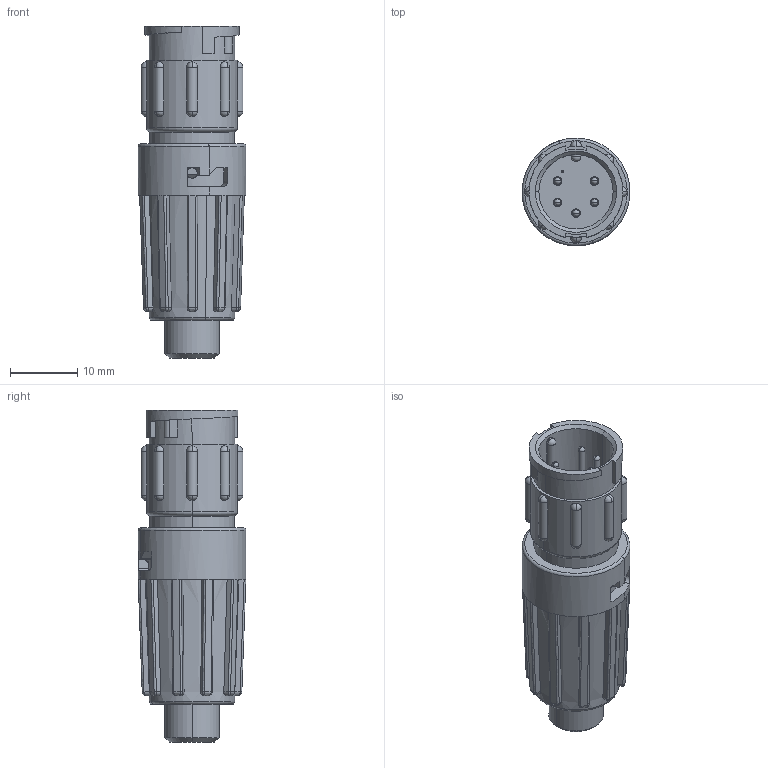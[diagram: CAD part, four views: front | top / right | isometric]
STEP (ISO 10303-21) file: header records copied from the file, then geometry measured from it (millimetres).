
FILE_DESCRIPTION (( 'STEP AP203' ), '1' );
FILE_NAME ('8282-5PG-5XX.STEP', '2021-07-01T16:43:38', ( '' ), ( '' ), 'SwSTEP 2.0', 'SolidWorks 2020', '' );
FILE_SCHEMA (( 'CONFIG_CONTROL_DESIGN' ));
Length unit declared in the file: millimetre
Products named in the file (1): 8282-5PG-5XX
Bounding box: 16 x 16 x 49.32 mm (x, y, z)
Volume: 6140.7 mm3; surface area: 3427.1 mm2
Topology: 1 solids, 1 shells, 300 faces, 841 edges, 496 vertices
Faces by surface type: bspline 82, plane 81, cylinder 71, sphere 44, cone 16, torus 6
Entity records: 16236 total; most frequent: CARTESIAN_POINT 9769, ORIENTED_EDGE 1464, DIRECTION 1143, EDGE_CURVE 732, AXIS2_PLACEMENT_3D 452, VERTEX_POINT 451, EDGE_LOOP 317, FACE_OUTER_BOUND 300
